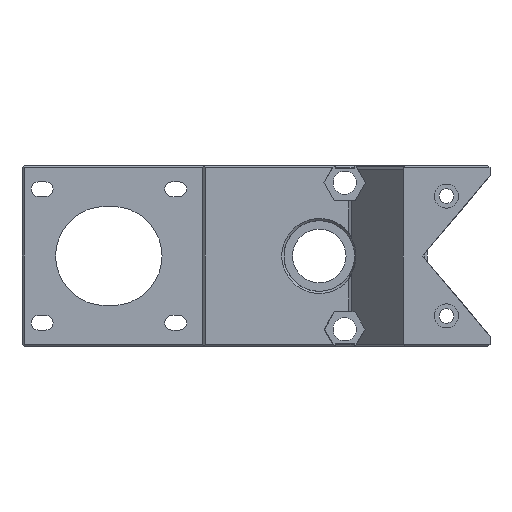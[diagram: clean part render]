
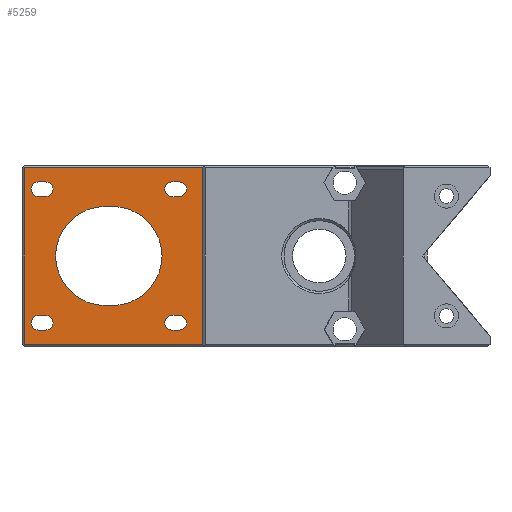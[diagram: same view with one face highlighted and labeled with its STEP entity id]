
A CAD part, front view. The second image highlights one B-rep face of the part: STEP entity #5259.
In plain terms, the highlighted planar face has unit normal (0, -1, 0).
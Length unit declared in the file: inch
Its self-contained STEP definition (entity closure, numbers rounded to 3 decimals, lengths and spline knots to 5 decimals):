
#102=FACE_BOUND('',#803,.T.);
#103=FACE_BOUND('',#804,.T.);
#104=FACE_BOUND('',#805,.T.);
#105=FACE_BOUND('',#806,.T.);
#106=FACE_BOUND('',#807,.T.);
#232=PLANE('',#5651);
#485=FACE_OUTER_BOUND('',#802,.T.);
#802=EDGE_LOOP('',(#4283,#4284,#4285,#4286));
#803=EDGE_LOOP('',(#4287,#4288,#4289,#4290));
#804=EDGE_LOOP('',(#4291,#4292,#4293,#4294));
#805=EDGE_LOOP('',(#4295,#4296,#4297,#4298));
#806=EDGE_LOOP('',(#4299,#4300,#4301,#4302));
#807=EDGE_LOOP('',(#4303,#4304,#4305,#4306));
#1333=LINE('',#8312,#1931);
#1355=LINE('',#8356,#1953);
#1362=LINE('',#8370,#1960);
#1363=LINE('',#8371,#1961);
#1364=LINE('',#8376,#1962);
#1365=LINE('',#8379,#1963);
#1366=LINE('',#8384,#1964);
#1367=LINE('',#8387,#1965);
#1368=LINE('',#8392,#1966);
#1369=LINE('',#8395,#1967);
#1370=LINE('',#8400,#1968);
#1371=LINE('',#8403,#1969);
#1372=LINE('',#8408,#1970);
#1373=LINE('',#8411,#1971);
#1931=VECTOR('',#6614,0.3937);
#1953=VECTOR('',#6652,0.3937);
#1960=VECTOR('',#6667,0.3937);
#1961=VECTOR('',#6668,0.3937);
#1962=VECTOR('',#6671,0.3937);
#1963=VECTOR('',#6674,0.3937);
#1964=VECTOR('',#6677,0.3937);
#1965=VECTOR('',#6680,0.3937);
#1966=VECTOR('',#6683,0.3937);
#1967=VECTOR('',#6686,0.3937);
#1968=VECTOR('',#6689,0.3937);
#1969=VECTOR('',#6692,0.3937);
#1970=VECTOR('',#6695,0.3937);
#1971=VECTOR('',#6698,0.3937);
#2251=CIRCLE('',#5652,0.06693);
#2252=CIRCLE('',#5653,0.06693);
#2253=CIRCLE('',#5654,0.06693);
#2254=CIRCLE('',#5655,0.06693);
#2255=CIRCLE('',#5656,0.06693);
#2256=CIRCLE('',#5657,0.06693);
#2257=CIRCLE('',#5658,0.06693);
#2258=CIRCLE('',#5659,0.06693);
#2259=CIRCLE('',#5660,0.45276);
#2260=CIRCLE('',#5661,0.45276);
#2624=VERTEX_POINT('',#8309);
#2625=VERTEX_POINT('',#8311);
#2639=VERTEX_POINT('',#8355);
#2642=VERTEX_POINT('',#8369);
#2643=VERTEX_POINT('',#8372);
#2644=VERTEX_POINT('',#8373);
#2645=VERTEX_POINT('',#8375);
#2646=VERTEX_POINT('',#8377);
#2647=VERTEX_POINT('',#8380);
#2648=VERTEX_POINT('',#8381);
#2649=VERTEX_POINT('',#8383);
#2650=VERTEX_POINT('',#8385);
#2651=VERTEX_POINT('',#8388);
#2652=VERTEX_POINT('',#8389);
#2653=VERTEX_POINT('',#8391);
#2654=VERTEX_POINT('',#8393);
#2655=VERTEX_POINT('',#8396);
#2656=VERTEX_POINT('',#8397);
#2657=VERTEX_POINT('',#8399);
#2658=VERTEX_POINT('',#8401);
#2659=VERTEX_POINT('',#8404);
#2660=VERTEX_POINT('',#8405);
#2661=VERTEX_POINT('',#8407);
#2662=VERTEX_POINT('',#8409);
#3218=EDGE_CURVE('',#2624,#2625,#1333,.T.);
#3240=EDGE_CURVE('',#2625,#2639,#1355,.T.);
#3247=EDGE_CURVE('',#2642,#2624,#1362,.T.);
#3248=EDGE_CURVE('',#2642,#2639,#1363,.T.);
#3249=EDGE_CURVE('',#2643,#2644,#2251,.T.);
#3250=EDGE_CURVE('',#2644,#2645,#1364,.T.);
#3251=EDGE_CURVE('',#2645,#2646,#2252,.T.);
#3252=EDGE_CURVE('',#2646,#2643,#1365,.T.);
#3253=EDGE_CURVE('',#2647,#2648,#2253,.T.);
#3254=EDGE_CURVE('',#2648,#2649,#1366,.T.);
#3255=EDGE_CURVE('',#2649,#2650,#2254,.T.);
#3256=EDGE_CURVE('',#2650,#2647,#1367,.T.);
#3257=EDGE_CURVE('',#2651,#2652,#2255,.T.);
#3258=EDGE_CURVE('',#2652,#2653,#1368,.T.);
#3259=EDGE_CURVE('',#2653,#2654,#2256,.T.);
#3260=EDGE_CURVE('',#2654,#2651,#1369,.T.);
#3261=EDGE_CURVE('',#2655,#2656,#2257,.T.);
#3262=EDGE_CURVE('',#2656,#2657,#1370,.T.);
#3263=EDGE_CURVE('',#2657,#2658,#2258,.T.);
#3264=EDGE_CURVE('',#2658,#2655,#1371,.T.);
#3265=EDGE_CURVE('',#2659,#2660,#2259,.T.);
#3266=EDGE_CURVE('',#2660,#2661,#1372,.T.);
#3267=EDGE_CURVE('',#2661,#2662,#2260,.T.);
#3268=EDGE_CURVE('',#2662,#2659,#1373,.T.);
#4283=ORIENTED_EDGE('',*,*,#3218,.F.);
#4284=ORIENTED_EDGE('',*,*,#3247,.F.);
#4285=ORIENTED_EDGE('',*,*,#3248,.T.);
#4286=ORIENTED_EDGE('',*,*,#3240,.F.);
#4287=ORIENTED_EDGE('',*,*,#3249,.T.);
#4288=ORIENTED_EDGE('',*,*,#3250,.T.);
#4289=ORIENTED_EDGE('',*,*,#3251,.T.);
#4290=ORIENTED_EDGE('',*,*,#3252,.T.);
#4291=ORIENTED_EDGE('',*,*,#3253,.T.);
#4292=ORIENTED_EDGE('',*,*,#3254,.T.);
#4293=ORIENTED_EDGE('',*,*,#3255,.T.);
#4294=ORIENTED_EDGE('',*,*,#3256,.T.);
#4295=ORIENTED_EDGE('',*,*,#3257,.T.);
#4296=ORIENTED_EDGE('',*,*,#3258,.T.);
#4297=ORIENTED_EDGE('',*,*,#3259,.T.);
#4298=ORIENTED_EDGE('',*,*,#3260,.T.);
#4299=ORIENTED_EDGE('',*,*,#3261,.T.);
#4300=ORIENTED_EDGE('',*,*,#3262,.T.);
#4301=ORIENTED_EDGE('',*,*,#3263,.T.);
#4302=ORIENTED_EDGE('',*,*,#3264,.T.);
#4303=ORIENTED_EDGE('',*,*,#3265,.T.);
#4304=ORIENTED_EDGE('',*,*,#3266,.T.);
#4305=ORIENTED_EDGE('',*,*,#3267,.T.);
#4306=ORIENTED_EDGE('',*,*,#3268,.T.);
#5259=ADVANCED_FACE('',(#485,#102,#103,#104,#105,#106),#232,.T.);
#5651=AXIS2_PLACEMENT_3D('',#8368,#6665,#6666);
#5652=AXIS2_PLACEMENT_3D('',#8374,#6669,#6670);
#5653=AXIS2_PLACEMENT_3D('',#8378,#6672,#6673);
#5654=AXIS2_PLACEMENT_3D('',#8382,#6675,#6676);
#5655=AXIS2_PLACEMENT_3D('',#8386,#6678,#6679);
#5656=AXIS2_PLACEMENT_3D('',#8390,#6681,#6682);
#5657=AXIS2_PLACEMENT_3D('',#8394,#6684,#6685);
#5658=AXIS2_PLACEMENT_3D('',#8398,#6687,#6688);
#5659=AXIS2_PLACEMENT_3D('',#8402,#6690,#6691);
#5660=AXIS2_PLACEMENT_3D('',#8406,#6693,#6694);
#5661=AXIS2_PLACEMENT_3D('',#8410,#6696,#6697);
#6614=DIRECTION('',(0.,0.,1.));
#6652=DIRECTION('',(1.,0.,0.));
#6665=DIRECTION('center_axis',(0.,-1.,0.));
#6666=DIRECTION('ref_axis',(0.,0.,-1.));
#6667=DIRECTION('',(-1.,0.,0.));
#6668=DIRECTION('',(0.,0.,1.));
#6669=DIRECTION('center_axis',(0.,1.,0.));
#6670=DIRECTION('ref_axis',(0.,0.,-1.));
#6671=DIRECTION('',(1.,0.,0.));
#6672=DIRECTION('center_axis',(0.,1.,0.));
#6673=DIRECTION('ref_axis',(0.,0.,1.));
#6674=DIRECTION('',(-1.,0.,0.));
#6675=DIRECTION('center_axis',(0.,1.,0.));
#6676=DIRECTION('ref_axis',(0.,0.,-1.));
#6677=DIRECTION('',(-1.,0.,0.));
#6678=DIRECTION('center_axis',(0.,1.,0.));
#6679=DIRECTION('ref_axis',(0.,0.,1.));
#6680=DIRECTION('',(1.,0.,0.));
#6681=DIRECTION('center_axis',(0.,1.,0.));
#6682=DIRECTION('ref_axis',(0.,0.,-1.));
#6683=DIRECTION('',(-1.,0.,0.));
#6684=DIRECTION('center_axis',(0.,1.,0.));
#6685=DIRECTION('ref_axis',(0.,0.,1.));
#6686=DIRECTION('',(1.,0.,0.));
#6687=DIRECTION('center_axis',(0.,1.,0.));
#6688=DIRECTION('ref_axis',(0.,0.,-1.));
#6689=DIRECTION('',(-1.,0.,0.));
#6690=DIRECTION('center_axis',(0.,1.,0.));
#6691=DIRECTION('ref_axis',(0.,0.,1.));
#6692=DIRECTION('',(1.,0.,0.));
#6693=DIRECTION('center_axis',(0.,1.,0.));
#6694=DIRECTION('ref_axis',(0.,0.,-1.));
#6695=DIRECTION('',(-1.,0.,0.));
#6696=DIRECTION('center_axis',(0.,1.,0.));
#6697=DIRECTION('ref_axis',(0.,0.,1.));
#6698=DIRECTION('',(1.,0.,0.));
#8309=CARTESIAN_POINT('',(-2.69472,7.84282,-0.80709));
#8311=CARTESIAN_POINT('',(-2.69472,7.84282,0.80709));
#8312=CARTESIAN_POINT('',(-2.69472,7.84282,0.41339));
#8355=CARTESIAN_POINT('',(-1.06087,7.84282,0.80709));
#8356=CARTESIAN_POINT('',(-0.86402,7.84282,0.80709));
#8368=CARTESIAN_POINT('Origin',(-0.94276,7.84282,0.));
#8369=CARTESIAN_POINT('',(-1.06087,7.84282,-0.80709));
#8370=CARTESIAN_POINT('',(-0.07661,7.84282,-0.80709));
#8371=CARTESIAN_POINT('',(-1.06087,7.84282,-0.82677));
#8372=CARTESIAN_POINT('',(-2.5648,7.84282,-0.67717));
#8373=CARTESIAN_POINT('',(-2.5648,7.84282,-0.54331));
#8374=CARTESIAN_POINT('Origin',(-2.5648,7.84282,-0.61024));
#8375=CARTESIAN_POINT('',(-2.49787,7.84282,-0.54331));
#8376=CARTESIAN_POINT('',(-1.72031,7.84282,-0.54331));
#8377=CARTESIAN_POINT('',(-2.49787,7.84282,-0.67717));
#8378=CARTESIAN_POINT('Origin',(-2.49787,7.84282,-0.61024));
#8379=CARTESIAN_POINT('',(-1.75378,7.84282,-0.67717));
#8380=CARTESIAN_POINT('',(-1.2774,7.84282,-0.54331));
#8381=CARTESIAN_POINT('',(-1.2774,7.84282,-0.67717));
#8382=CARTESIAN_POINT('Origin',(-1.2774,7.84282,-0.61024));
#8383=CARTESIAN_POINT('',(-1.34433,7.84282,-0.67717));
#8384=CARTESIAN_POINT('',(-1.14354,7.84282,-0.67717));
#8385=CARTESIAN_POINT('',(-1.34433,7.84282,-0.54331));
#8386=CARTESIAN_POINT('Origin',(-1.34433,7.84282,-0.61024));
#8387=CARTESIAN_POINT('',(-1.11008,7.84282,-0.54331));
#8388=CARTESIAN_POINT('',(-1.2774,7.84282,0.67717));
#8389=CARTESIAN_POINT('',(-1.2774,7.84282,0.54331));
#8390=CARTESIAN_POINT('Origin',(-1.2774,7.84282,0.61024));
#8391=CARTESIAN_POINT('',(-1.34433,7.84282,0.54331));
#8392=CARTESIAN_POINT('',(-1.14354,7.84282,0.54331));
#8393=CARTESIAN_POINT('',(-1.34433,7.84282,0.67717));
#8394=CARTESIAN_POINT('Origin',(-1.34433,7.84282,0.61024));
#8395=CARTESIAN_POINT('',(-1.11008,7.84282,0.67717));
#8396=CARTESIAN_POINT('',(-2.49787,7.84282,0.67717));
#8397=CARTESIAN_POINT('',(-2.49787,7.84282,0.54331));
#8398=CARTESIAN_POINT('Origin',(-2.49787,7.84282,0.61024));
#8399=CARTESIAN_POINT('',(-2.5648,7.84282,0.54331));
#8400=CARTESIAN_POINT('',(-1.75378,7.84282,0.54331));
#8401=CARTESIAN_POINT('',(-2.5648,7.84282,0.67717));
#8402=CARTESIAN_POINT('Origin',(-2.5648,7.84282,0.61024));
#8403=CARTESIAN_POINT('',(-1.72031,7.84282,0.67717));
#8404=CARTESIAN_POINT('',(-1.88764,7.84282,0.45276));
#8405=CARTESIAN_POINT('',(-1.88764,7.84282,-0.45276));
#8406=CARTESIAN_POINT('Origin',(-1.88764,7.84282,0.));
#8407=CARTESIAN_POINT('',(-1.95457,7.84282,-0.45276));
#8408=CARTESIAN_POINT('',(-1.44866,7.84282,-0.45276));
#8409=CARTESIAN_POINT('',(-1.95457,7.84282,0.45276));
#8410=CARTESIAN_POINT('Origin',(-1.95457,7.84282,0.));
#8411=CARTESIAN_POINT('',(-1.4152,7.84282,0.45276));
